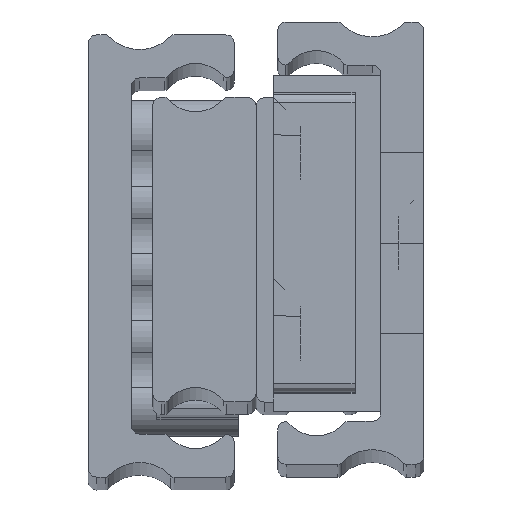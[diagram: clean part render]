
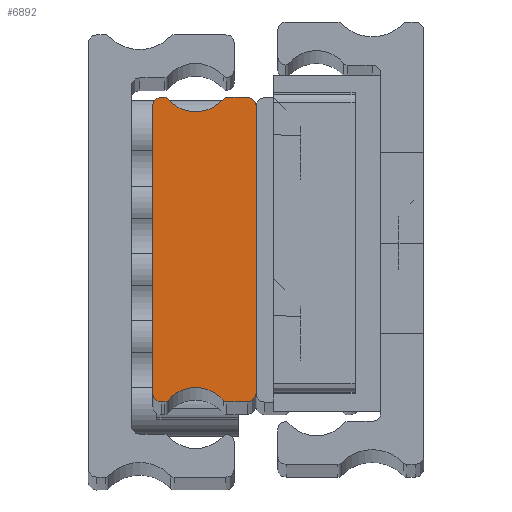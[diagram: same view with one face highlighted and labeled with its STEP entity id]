
A CAD part, top view. The second image highlights one B-rep face of the part: STEP entity #6892.
In plain terms, the highlighted planar face has unit normal (0, 0, 1).
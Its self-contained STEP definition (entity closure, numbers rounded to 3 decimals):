
#45 = CARTESIAN_POINT ( 'NONE',  ( -12., -16.688, 0. ) ) ;
#91 = ORIENTED_EDGE ( 'NONE', *, *, #4419, .T. ) ;
#112 = EDGE_CURVE ( 'NONE', #1794, #3070, #3286, .T. ) ;
#168 = VERTEX_POINT ( 'NONE', #3479 ) ;
#468 = CARTESIAN_POINT ( 'NONE',  ( -10.603, 17.187, 0. ) ) ;
#487 = CIRCLE ( 'NONE', #3220, 4.22 ) ;
#496 = CIRCLE ( 'NONE', #4667, 1. ) ;
#540 = ORIENTED_EDGE ( 'NONE', *, *, #7699, .T. ) ;
#607 = AXIS2_PLACEMENT_3D ( 'NONE', #8714, #2062, #2601 ) ;
#716 = DIRECTION ( 'NONE',  ( 0., 0., 1. ) ) ;
#809 = ORIENTED_EDGE ( 'NONE', *, *, #6666, .T. ) ;
#918 = VERTEX_POINT ( 'NONE', #5211 ) ;
#1052 = AXIS2_PLACEMENT_3D ( 'NONE', #7036, #3604, #6370 ) ;
#1065 = CARTESIAN_POINT ( 'NONE',  ( -11., -17.687, 0. ) ) ;
#1171 = CARTESIAN_POINT ( 'NONE',  ( -10.603, -17.187, 0. ) ) ;
#1232 = ORIENTED_EDGE ( 'NONE', *, *, #3223, .T. ) ;
#1237 = ORIENTED_EDGE ( 'NONE', *, *, #8297, .T. ) ;
#1240 = DIRECTION ( 'NONE',  ( 1., 0., 0. ) ) ;
#1312 = DIRECTION ( 'NONE',  ( 1., 0., 0. ) ) ;
#1325 = VERTEX_POINT ( 'NONE', #4495 ) ;
#1340 = CIRCLE ( 'NONE', #7518, 0.5 ) ;
#1361 = CIRCLE ( 'NONE', #7539, 1. ) ;
#1427 = VERTEX_POINT ( 'NONE', #4627 ) ;
#1429 = DIRECTION ( 'NONE',  ( 0., 1., 0. ) ) ;
#1636 = VECTOR ( 'NONE', #3130, 1000. ) ;
#1679 = DIRECTION ( 'NONE',  ( 1., 0., 0. ) ) ;
#1794 = VERTEX_POINT ( 'NONE', #5468 ) ;
#1881 = LINE ( 'NONE', #7499, #5426 ) ;
#1980 = VERTEX_POINT ( 'NONE', #8218 ) ;
#2001 = CARTESIAN_POINT ( 'NONE',  ( 0., 16.687, 0. ) ) ;
#2044 = CARTESIAN_POINT ( 'NONE',  ( -3.397, 17.687, 0. ) ) ;
#2062 = DIRECTION ( 'NONE',  ( 0., 0., 1. ) ) ;
#2082 = DIRECTION ( 'NONE',  ( 0., 0., 1. ) ) ;
#2156 = CARTESIAN_POINT ( 'NONE',  ( -10.192, 17.473, 0. ) ) ;
#2424 = DIRECTION ( 'NONE',  ( 1., 0., 0. ) ) ;
#2493 = AXIS2_PLACEMENT_3D ( 'NONE', #4410, #6540, #2424 ) ;
#2575 = DIRECTION ( 'NONE',  ( 1., 0., 0. ) ) ;
#2601 = DIRECTION ( 'NONE',  ( 1., 0., 0. ) ) ;
#2624 = AXIS2_PLACEMENT_3D ( 'NONE', #468, #7452, #1240 ) ;
#2635 = AXIS2_PLACEMENT_3D ( 'NONE', #7108, #4436, #8641 ) ;
#2662 = DIRECTION ( 'NONE',  ( 0., 0., 1. ) ) ;
#2872 = ORIENTED_EDGE ( 'NONE', *, *, #112, .T. ) ;
#2978 = VERTEX_POINT ( 'NONE', #2044 ) ;
#3070 = VERTEX_POINT ( 'NONE', #7528 ) ;
#3130 = DIRECTION ( 'NONE',  ( 1., 0., 0. ) ) ;
#3220 = AXIS2_PLACEMENT_3D ( 'NONE', #5653, #8466, #1679 ) ;
#3223 = EDGE_CURVE ( 'NONE', #3606, #168, #6382, .T. ) ;
#3286 = LINE ( 'NONE', #8005, #5585 ) ;
#3479 = CARTESIAN_POINT ( 'NONE',  ( -10.192, -17.473, 0. ) ) ;
#3604 = DIRECTION ( 'NONE',  ( 0., 0., -1. ) ) ;
#3606 = VERTEX_POINT ( 'NONE', #6737 ) ;
#3627 = AXIS2_PLACEMENT_3D ( 'NONE', #1171, #6102, #2575 ) ;
#3736 = ORIENTED_EDGE ( 'NONE', *, *, #6850, .T. ) ;
#3743 = EDGE_CURVE ( 'NONE', #3767, #1325, #1361, .T. ) ;
#3767 = VERTEX_POINT ( 'NONE', #45 ) ;
#3796 = DIRECTION ( 'NONE',  ( 0., -1., 0. ) ) ;
#3804 = VERTEX_POINT ( 'NONE', #2156 ) ;
#3902 = ORIENTED_EDGE ( 'NONE', *, *, #7118, .T. ) ;
#3920 = CIRCLE ( 'NONE', #7509, 1. ) ;
#3929 = VERTEX_POINT ( 'NONE', #7981 ) ;
#4054 = VERTEX_POINT ( 'NONE', #2001 ) ;
#4410 = CARTESIAN_POINT ( 'NONE',  ( -7., 20.232, 0. ) ) ;
#4419 = EDGE_CURVE ( 'NONE', #1980, #1427, #7243, .T. ) ;
#4424 = EDGE_CURVE ( 'NONE', #2978, #7297, #1340, .T. ) ;
#4436 = DIRECTION ( 'NONE',  ( 0., 0., 1. ) ) ;
#4467 = LINE ( 'NONE', #7223, #7153 ) ;
#4495 = CARTESIAN_POINT ( 'NONE',  ( -11., -17.687, 0. ) ) ;
#4571 = CARTESIAN_POINT ( 'NONE',  ( -3.397, -17.688, 0. ) ) ;
#4627 = CARTESIAN_POINT ( 'NONE',  ( -3.397, -17.688, 0. ) ) ;
#4631 = DIRECTION ( 'NONE',  ( -1., 0., 0. ) ) ;
#4667 = AXIS2_PLACEMENT_3D ( 'NONE', #8830, #2082, #1312 ) ;
#4860 = DIRECTION ( 'NONE',  ( 1., 0., 0. ) ) ;
#4911 = EDGE_CURVE ( 'NONE', #3929, #6207, #3920, .T. ) ;
#5114 = CARTESIAN_POINT ( 'NONE',  ( -3.397, 17.187, 0. ) ) ;
#5195 = DIRECTION ( 'NONE',  ( 1., 0., 0. ) ) ;
#5211 = CARTESIAN_POINT ( 'NONE',  ( -1., 17.688, 0. ) ) ;
#5306 = VERTEX_POINT ( 'NONE', #7364 ) ;
#5426 = VECTOR ( 'NONE', #4631, 1000. ) ;
#5468 = CARTESIAN_POINT ( 'NONE',  ( -10.603, 17.687, 0. ) ) ;
#5484 = ORIENTED_EDGE ( 'NONE', *, *, #5613, .T. ) ;
#5508 = CIRCLE ( 'NONE', #607, 1. ) ;
#5584 = CARTESIAN_POINT ( 'NONE',  ( 0., -16.687, 0. ) ) ;
#5585 = VECTOR ( 'NONE', #6699, 1000. ) ;
#5613 = EDGE_CURVE ( 'NONE', #918, #2978, #1881, .T. ) ;
#5653 = CARTESIAN_POINT ( 'NONE',  ( -7., 20.232, 0. ) ) ;
#5707 = EDGE_LOOP ( 'NONE', ( #540, #3902, #2872, #809, #6710, #5775, #8404, #1232, #3736, #91, #8502, #7464, #6574, #1237, #5484, #6405 ) ) ;
#5754 = EDGE_CURVE ( 'NONE', #6207, #4054, #7846, .T. ) ;
#5767 = FACE_OUTER_BOUND ( 'NONE', #5707, .T. ) ;
#5775 = ORIENTED_EDGE ( 'NONE', *, *, #3743, .T. ) ;
#5861 = EDGE_CURVE ( 'NONE', #1427, #3929, #7926, .T. ) ;
#5910 = DIRECTION ( 'NONE',  ( 1., 0., 0. ) ) ;
#6102 = DIRECTION ( 'NONE',  ( 0., 0., 1. ) ) ;
#6141 = CARTESIAN_POINT ( 'NONE',  ( -11., -16.688, 0. ) ) ;
#6207 = VERTEX_POINT ( 'NONE', #7437 ) ;
#6349 = VECTOR ( 'NONE', #1429, 1000. ) ;
#6370 = DIRECTION ( 'NONE',  ( 1., 0., 0. ) ) ;
#6382 = CIRCLE ( 'NONE', #3627, 0.5 ) ;
#6405 = ORIENTED_EDGE ( 'NONE', *, *, #4424, .T. ) ;
#6540 = DIRECTION ( 'NONE',  ( 0., 0., 1. ) ) ;
#6574 = ORIENTED_EDGE ( 'NONE', *, *, #5754, .T. ) ;
#6645 = DIRECTION ( 'NONE',  ( 0., 0., 1. ) ) ;
#6666 = EDGE_CURVE ( 'NONE', #3070, #5306, #5508, .T. ) ;
#6691 = CARTESIAN_POINT ( 'NONE',  ( -1., -16.687, 0. ) ) ;
#6699 = DIRECTION ( 'NONE',  ( -1., 0., 0. ) ) ;
#6710 = ORIENTED_EDGE ( 'NONE', *, *, #8854, .T. ) ;
#6737 = CARTESIAN_POINT ( 'NONE',  ( -10.603, -17.687, 0. ) ) ;
#6785 = DIRECTION ( 'NONE',  ( 1., 0., 0. ) ) ;
#6850 = EDGE_CURVE ( 'NONE', #168, #1980, #7654, .T. ) ;
#6892 = ADVANCED_FACE ( 'NONE', ( #5767 ), #7985, .T. ) ;
#7011 = EDGE_CURVE ( 'NONE', #1325, #3606, #7241, .T. ) ;
#7036 = CARTESIAN_POINT ( 'NONE',  ( -7., -20.232, 0. ) ) ;
#7108 = CARTESIAN_POINT ( 'NONE',  ( -3.397, -17.187, 0. ) ) ;
#7118 = EDGE_CURVE ( 'NONE', #3804, #1794, #7805, .T. ) ;
#7153 = VECTOR ( 'NONE', #3796, 1000. ) ;
#7223 = CARTESIAN_POINT ( 'NONE',  ( -12., 16.687, 0. ) ) ;
#7234 = VECTOR ( 'NONE', #5195, 1000. ) ;
#7241 = LINE ( 'NONE', #1065, #1636 ) ;
#7243 = CIRCLE ( 'NONE', #2635, 0.5 ) ;
#7297 = VERTEX_POINT ( 'NONE', #8406 ) ;
#7364 = CARTESIAN_POINT ( 'NONE',  ( -12., 16.687, 0. ) ) ;
#7437 = CARTESIAN_POINT ( 'NONE',  ( 0., -16.687, 0. ) ) ;
#7452 = DIRECTION ( 'NONE',  ( 0., 0., 1. ) ) ;
#7464 = ORIENTED_EDGE ( 'NONE', *, *, #4911, .T. ) ;
#7499 = CARTESIAN_POINT ( 'NONE',  ( -1., 17.687, 0. ) ) ;
#7509 = AXIS2_PLACEMENT_3D ( 'NONE', #6691, #6645, #5910 ) ;
#7518 = AXIS2_PLACEMENT_3D ( 'NONE', #5114, #2662, #6785 ) ;
#7528 = CARTESIAN_POINT ( 'NONE',  ( -11., 17.687, 0. ) ) ;
#7539 = AXIS2_PLACEMENT_3D ( 'NONE', #6141, #716, #4860 ) ;
#7654 = CIRCLE ( 'NONE', #1052, 4.22 ) ;
#7699 = EDGE_CURVE ( 'NONE', #7297, #3804, #487, .T. ) ;
#7805 = CIRCLE ( 'NONE', #2624, 0.5 ) ;
#7846 = LINE ( 'NONE', #5584, #6349 ) ;
#7926 = LINE ( 'NONE', #4571, #7234 ) ;
#7981 = CARTESIAN_POINT ( 'NONE',  ( -1., -17.688, 0. ) ) ;
#7985 = PLANE ( 'NONE',  #2493 ) ;
#8005 = CARTESIAN_POINT ( 'NONE',  ( -10.603, 17.688, 0. ) ) ;
#8218 = CARTESIAN_POINT ( 'NONE',  ( -3.808, -17.473, 0. ) ) ;
#8297 = EDGE_CURVE ( 'NONE', #4054, #918, #496, .T. ) ;
#8404 = ORIENTED_EDGE ( 'NONE', *, *, #7011, .T. ) ;
#8406 = CARTESIAN_POINT ( 'NONE',  ( -3.808, 17.473, 0. ) ) ;
#8466 = DIRECTION ( 'NONE',  ( 0., 0., -1. ) ) ;
#8502 = ORIENTED_EDGE ( 'NONE', *, *, #5861, .T. ) ;
#8641 = DIRECTION ( 'NONE',  ( 1., 0., 0. ) ) ;
#8714 = CARTESIAN_POINT ( 'NONE',  ( -11., 16.687, 0. ) ) ;
#8830 = CARTESIAN_POINT ( 'NONE',  ( -1., 16.687, 0. ) ) ;
#8854 = EDGE_CURVE ( 'NONE', #5306, #3767, #4467, .T. ) ;
